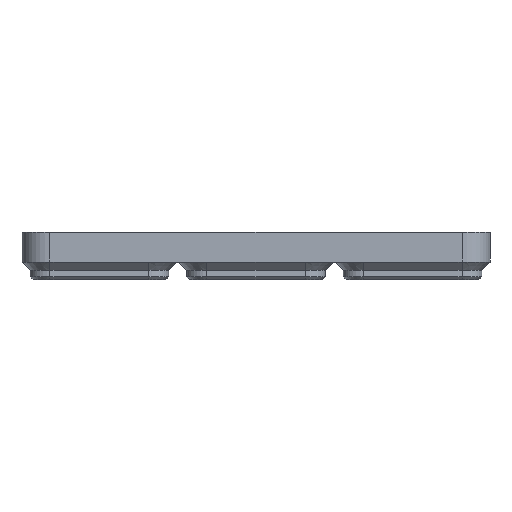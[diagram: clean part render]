
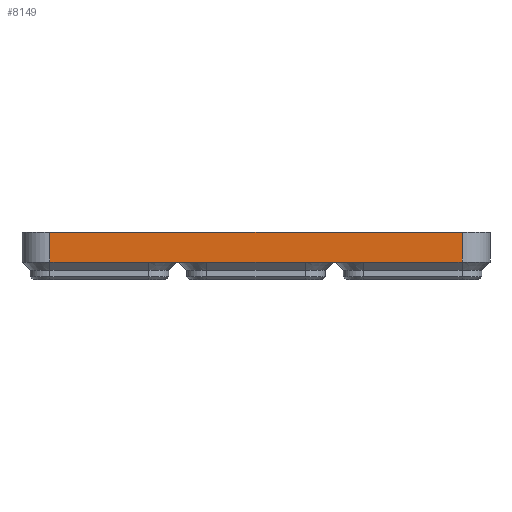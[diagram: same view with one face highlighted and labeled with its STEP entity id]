
A CAD part, front view. The second image highlights one B-rep face of the part: STEP entity #8149.
In plain terms, the highlighted planar face has unit normal (0, -1, 0).
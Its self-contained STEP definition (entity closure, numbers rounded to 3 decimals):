
#332=LINE('',#12481,#1210);
#336=LINE('',#12497,#1214);
#384=LINE('',#12651,#1262);
#385=LINE('',#12657,#1263);
#386=LINE('',#12660,#1264);
#387=LINE('',#12661,#1265);
#388=LINE('',#12662,#1266);
#389=LINE('',#12663,#1267);
#1210=VECTOR('',#9767,1000.);
#1214=VECTOR('',#9779,1000.);
#1262=VECTOR('',#9905,1000.);
#1263=VECTOR('',#9912,1000.);
#1264=VECTOR('',#9913,1000.);
#1265=VECTOR('',#9914,1000.);
#1266=VECTOR('',#9915,1000.);
#1267=VECTOR('',#9916,1000.);
#2256=ORIENTED_EDGE('',*,*,#4711,.T.);
#2257=ORIENTED_EDGE('',*,*,#4712,.T.);
#2258=ORIENTED_EDGE('',*,*,#4708,.F.);
#2259=ORIENTED_EDGE('',*,*,#4713,.F.);
#2260=ORIENTED_EDGE('',*,*,#4628,.F.);
#2261=ORIENTED_EDGE('',*,*,#4714,.F.);
#2262=ORIENTED_EDGE('',*,*,#4620,.F.);
#2263=ORIENTED_EDGE('',*,*,#4715,.F.);
#4620=EDGE_CURVE('',#5854,#5855,#332,.T.);
#4628=EDGE_CURVE('',#5862,#5863,#336,.T.);
#4708=EDGE_CURVE('',#5930,#5931,#384,.T.);
#4711=EDGE_CURVE('',#5932,#5933,#385,.T.);
#4712=EDGE_CURVE('',#5933,#5931,#386,.T.);
#4713=EDGE_CURVE('',#5863,#5930,#387,.T.);
#4714=EDGE_CURVE('',#5855,#5862,#388,.T.);
#4715=EDGE_CURVE('',#5932,#5854,#389,.T.);
#5854=VERTEX_POINT('',#12480);
#5855=VERTEX_POINT('',#12482);
#5862=VERTEX_POINT('',#12496);
#5863=VERTEX_POINT('',#12498);
#5930=VERTEX_POINT('',#12652);
#5931=VERTEX_POINT('',#12653);
#5932=VERTEX_POINT('',#12658);
#5933=VERTEX_POINT('',#12659);
#6808=EDGE_LOOP('',(#2256,#2257,#2258,#2259,#2260,#2261,#2262,#2263));
#7344=FACE_BOUND('',#6808,.T.);
#7872=PLANE('',#8794);
#8149=ADVANCED_FACE('',(#7344),#7872,.F.);
#8794=AXIS2_PLACEMENT_3D('',#12656,#9910,#9911);
#9767=DIRECTION('',(-1.,0.,0.));
#9779=DIRECTION('',(-1.,0.,0.));
#9905=DIRECTION('',(0.,0.,1.));
#9910=DIRECTION('',(0.,1.,0.));
#9911=DIRECTION('',(0.,0.,1.));
#9912=DIRECTION('',(0.,0.,1.));
#9913=DIRECTION('',(-1.,0.,0.));
#9914=DIRECTION('',(-1.,0.,0.));
#9915=DIRECTION('',(-1.,0.,0.));
#9916=DIRECTION('',(-1.,0.,0.));
#12480=CARTESIAN_POINT('',(28.75,-83.75,-1.));
#12481=CARTESIAN_POINT('',(0.,-83.75,-1.));
#12482=CARTESIAN_POINT('',(13.25,-83.75,-1.));
#12496=CARTESIAN_POINT('',(-13.25,-83.75,-1.));
#12497=CARTESIAN_POINT('',(0.,-83.75,-1.));
#12498=CARTESIAN_POINT('',(-28.75,-83.75,-1.));
#12651=CARTESIAN_POINT('',(-55.25,-83.75,-1.));
#12652=CARTESIAN_POINT('',(-55.25,-83.75,-1.));
#12653=CARTESIAN_POINT('',(-55.25,-83.75,7.));
#12656=CARTESIAN_POINT('',(0.,-83.75,-1.));
#12657=CARTESIAN_POINT('',(55.25,-83.75,-1.));
#12658=CARTESIAN_POINT('',(55.25,-83.75,-1.));
#12659=CARTESIAN_POINT('',(55.25,-83.75,7.));
#12660=CARTESIAN_POINT('',(0.,-83.75,7.));
#12661=CARTESIAN_POINT('',(0.,-83.75,-1.));
#12662=CARTESIAN_POINT('',(42.,-83.75,-1.));
#12663=CARTESIAN_POINT('',(0.,-83.75,-1.));
